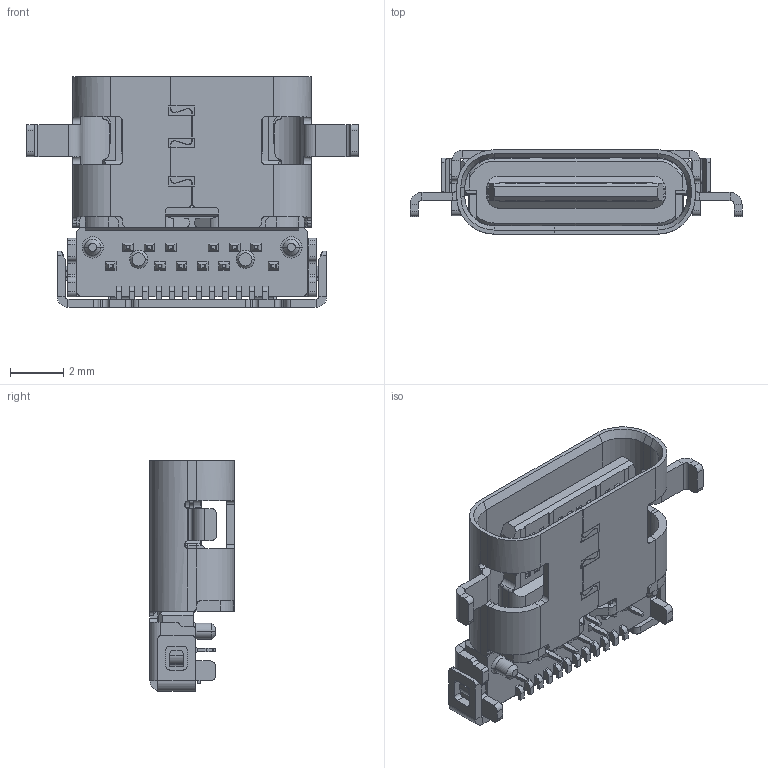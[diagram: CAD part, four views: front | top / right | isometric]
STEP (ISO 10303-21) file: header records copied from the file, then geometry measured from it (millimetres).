
FILE_DESCRIPTION((''),'2;1');
FILE_NAME('SHELL_8_7_152','2021-05-19T19:43:46',('HFH'),(''),'CREO PARAMETRIC BY PTC INC, 2017110','CREO PARAMETRIC BY PTC INC, 2017110','');
FILE_SCHEMA(('AUTOMOTIVE_DESIGN { 1 0 10303 214 1 1 1 1 }'));
Length unit declared in the file: millimetre
Products named in the file (1): SHELL_8_7_152
Bounding box: 12.45 x 3.16 x 8.65 mm (x, y, z)
Volume: 114.5 mm3; surface area: 554.4 mm2
Topology: 1 solids, 37 shells, 1558 faces, 4126 edges, 2636 vertices
Faces by surface type: plane 1223, cylinder 267, cone 44, bspline 12, extrusion 8, torus 4
Entity records: 53776 total; most frequent: CARTESIAN_POINT 9347, ORIENTED_EDGE 8216, DIRECTION 7750, EDGE_CURVE 4124, VECTOR 3419, LINE 3411, VERTEX_POINT 2636, AXIS2_PLACEMENT_3D 2164
